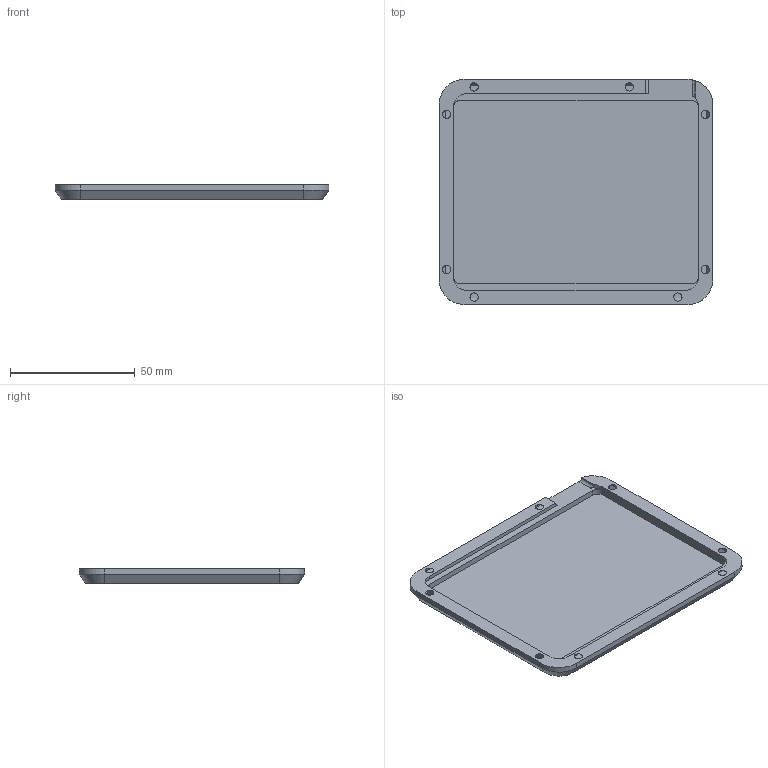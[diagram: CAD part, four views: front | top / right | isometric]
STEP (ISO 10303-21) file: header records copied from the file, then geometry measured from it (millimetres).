
FILE_DESCRIPTION(/* description */ (''),/* implementation_level */ '2;1');
FILE_NAME(/* name */ 'Bottom Case',/* time_stamp */ '2024-04-07T10:07:38+12:00',/* author */ (''),/* organization */ (''),/* preprocessor_version */ 'ST-DEVELOPER v16.5',/* originating_system */ 'Rhino 7.36',/* authorisation */ '');
FILE_SCHEMA (('AUTOMOTIVE_DESIGN_CC2'));
Length unit declared in the file: millimetre
Products named in the file (1): Document
Bounding box: 109.65 x 90.2 x 6 mm (x, y, z)
Surface area: 22472 mm2 (no closed solid volume)
Topology: 0 solids, 1 shells, 40 faces, 113 edges, 75 vertices
Faces by surface type: plane 22, cylinder 10, bspline 8
Entity records: 1328 total; most frequent: CARTESIAN_POINT 581, ORIENTED_EDGE 218, EDGE_CURVE 113, VERTEX_POINT 75, B_SPLINE_CURVE_WITH_KNOTS 72, EDGE_LOOP 48, ADVANCED_FACE 40, FACE_OUTER_BOUND 40
